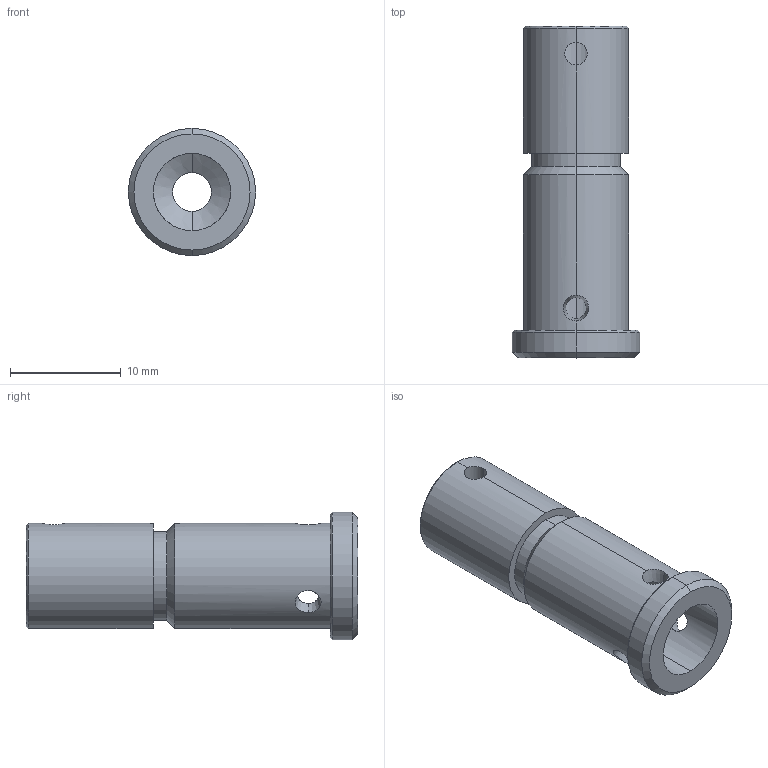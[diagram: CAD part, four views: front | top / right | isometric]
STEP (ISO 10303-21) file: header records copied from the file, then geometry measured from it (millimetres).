
FILE_DESCRIPTION (( 'STEP AP214' ), '1' );
FILE_NAME ('Juki Holder for NEMA8.STEP', '2016-04-14T23:28:49', ( '' ), ( '' ), 'SwSTEP 2.0', 'SolidWorks 2015', '' );
FILE_SCHEMA (( 'AUTOMOTIVE_DESIGN' ));
Length unit declared in the file: millimetre
Products named in the file (1): Juki Holder for NEMA8
Bounding box: 11.5 x 30 x 11.5 mm (x, y, z)
Volume: 1539.1 mm3; surface area: 1559.8 mm2
Topology: 1 solids, 1 shells, 37 faces, 94 edges, 58 vertices
Faces by surface type: cone 16, cylinder 16, plane 5
Entity records: 1424 total; most frequent: CARTESIAN_POINT 476, ORIENTED_EDGE 188, DIRECTION 180, EDGE_CURVE 94, AXIS2_PLACEMENT_3D 72, VERTEX_POINT 58, EDGE_LOOP 46, ADVANCED_FACE 37
